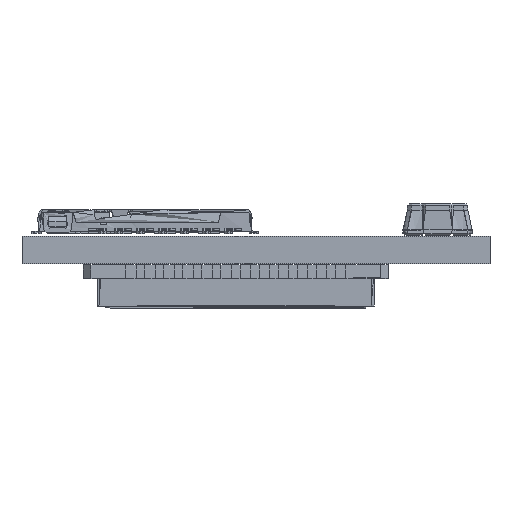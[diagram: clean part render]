
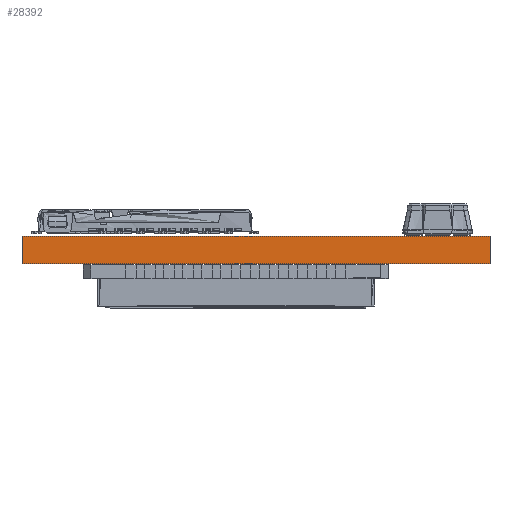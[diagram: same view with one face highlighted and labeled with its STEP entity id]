
A CAD part, front view. The second image highlights one B-rep face of the part: STEP entity #28392.
In plain terms, the highlighted planar face has unit normal (0, -1, 0).
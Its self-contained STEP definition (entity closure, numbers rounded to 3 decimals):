
#2601 = VERTEX_POINT ( 'NONE', #44728 ) ;
#2621 = CARTESIAN_POINT ( 'NONE',  ( 143.77, -101.8, 1.6 ) ) ;
#4442 = EDGE_CURVE ( 'NONE', #28888, #48372, #62858, .T. ) ;
#8507 = CARTESIAN_POINT ( 'NONE',  ( 134.77, -101.8, 1.6 ) ) ;
#11033 = VERTEX_POINT ( 'NONE', #34718 ) ;
#14315 = CARTESIAN_POINT ( 'NONE',  ( 134.77, -101.8, 0. ) ) ;
#16712 = CARTESIAN_POINT ( 'NONE',  ( 152.77, -101.8, 0.533 ) ) ;
#17112 = CARTESIAN_POINT ( 'NONE',  ( 125.77, -101.8, 1.6 ) ) ;
#26510 = ORIENTED_EDGE ( 'NONE', *, *, #4442, .F. ) ;
#28392 = ADVANCED_FACE ( 'NONE', ( #50645 ), #29600, .T. ) ;
#28888 = VERTEX_POINT ( 'NONE', #32336 ) ;
#29600 = PLANE ( 'NONE',  #43428 ) ;
#31261 = CARTESIAN_POINT ( 'NONE',  ( 125.77, -101.8, 0. ) ) ;
#32336 = CARTESIAN_POINT ( 'NONE',  ( 125.77, -101.8, 0. ) ) ;
#34718 = CARTESIAN_POINT ( 'NONE',  ( 152.77, -101.8, 0. ) ) ;
#38134 = CARTESIAN_POINT ( 'NONE',  ( 125.77, -101.8, 0. ) ) ;
#38470 = CARTESIAN_POINT ( 'NONE',  ( 152.77, -101.8, 0. ) ) ;
#38635 = B_SPLINE_CURVE_WITH_KNOTS ( 'NONE', 3,
 ( #42429, #2621, #8507, #48686 ),
 .UNSPECIFIED., .F., .F.,
 ( 4, 4 ),
 ( 0., 1. ),
 .UNSPECIFIED. ) ;
#38911 = B_SPLINE_CURVE_WITH_KNOTS ( 'NONE', 3,
 ( #31261, #14315, #55191, #70275 ),
 .UNSPECIFIED., .F., .F.,
 ( 4, 4 ),
 ( 0., 1. ),
 .UNSPECIFIED. ) ;
#42429 = CARTESIAN_POINT ( 'NONE',  ( 152.77, -101.8, 1.6 ) ) ;
#43428 = AXIS2_PLACEMENT_3D ( 'NONE', #56510, #68264, #63112 ) ;
#43991 = CARTESIAN_POINT ( 'NONE',  ( 152.77, -101.8, 1.6 ) ) ;
#44726 = CARTESIAN_POINT ( 'NONE',  ( 152.77, -101.8, 1.067 ) ) ;
#44728 = CARTESIAN_POINT ( 'NONE',  ( 152.77, -101.8, 1.6 ) ) ;
#48372 = VERTEX_POINT ( 'NONE', #17112 ) ;
#48686 = CARTESIAN_POINT ( 'NONE',  ( 125.77, -101.8, 1.6 ) ) ;
#48936 = EDGE_CURVE ( 'NONE', #28888, #11033, #38911, .T. ) ;
#49741 = EDGE_CURVE ( 'NONE', #2601, #48372, #38635, .T. ) ;
#50645 = FACE_OUTER_BOUND ( 'NONE', #52577, .T. ) ;
#52577 = EDGE_LOOP ( 'NONE', ( #26510, #72135, #57595, #56706 ) ) ;
#54320 = EDGE_CURVE ( 'NONE', #2601, #11033, #66042, .T. ) ;
#55070 = CARTESIAN_POINT ( 'NONE',  ( 125.77, -101.8, 1.067 ) ) ;
#55191 = CARTESIAN_POINT ( 'NONE',  ( 143.77, -101.8, 0. ) ) ;
#56510 = CARTESIAN_POINT ( 'NONE',  ( 152.77, -101.8, 0. ) ) ;
#56706 = ORIENTED_EDGE ( 'NONE', *, *, #49741, .T. ) ;
#57595 = ORIENTED_EDGE ( 'NONE', *, *, #54320, .F. ) ;
#62858 = B_SPLINE_CURVE_WITH_KNOTS ( 'NONE', 3,
 ( #38134, #66107, #55070, #65389 ),
 .UNSPECIFIED., .F., .F.,
 ( 4, 4 ),
 ( 0., 1. ),
 .UNSPECIFIED. ) ;
#63112 = DIRECTION ( 'NONE',  ( 0., 0., -1. ) ) ;
#65389 = CARTESIAN_POINT ( 'NONE',  ( 125.77, -101.8, 1.6 ) ) ;
#66042 = B_SPLINE_CURVE_WITH_KNOTS ( 'NONE', 3,
 ( #43991, #44726, #16712, #38470 ),
 .UNSPECIFIED., .F., .F.,
 ( 4, 4 ),
 ( 0., 1. ),
 .UNSPECIFIED. ) ;
#66107 = CARTESIAN_POINT ( 'NONE',  ( 125.77, -101.8, 0.533 ) ) ;
#68264 = DIRECTION ( 'NONE',  ( 0., -1., 0. ) ) ;
#70275 = CARTESIAN_POINT ( 'NONE',  ( 152.77, -101.8, 0. ) ) ;
#72135 = ORIENTED_EDGE ( 'NONE', *, *, #48936, .T. ) ;
